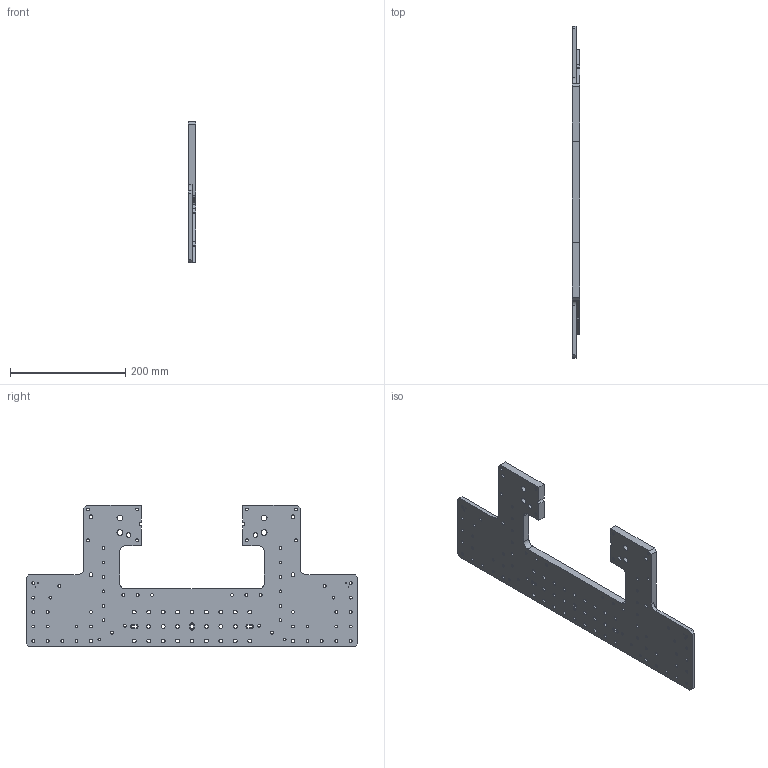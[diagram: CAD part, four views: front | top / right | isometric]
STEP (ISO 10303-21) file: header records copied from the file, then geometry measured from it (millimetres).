
FILE_DESCRIPTION(/* description */ (''),/* implementation_level */ '2;1');
FILE_NAME(/* name */ 'FAB-OX0011-Plate1.stp',/* time_stamp */ '2020-02-10T12:00:42+00:00',/* author */ ('whgu0532'),/* organization */ (''),/* preprocessor_version */ 'ST-DEVELOPER v18',/* originating_system */ 'Autodesk Inventor 2020',/* authorisation */ '');
FILE_SCHEMA (('AUTOMOTIVE_DESIGN { 1 0 10303 214 3 1 1 }'));
Length unit declared in the file: millimetre
Products named in the file (1): FAB-OX0011-Plate1
Bounding box: 12.7 x 575 x 245 mm (x, y, z)
Volume: 919738.2 mm3; surface area: 215650 mm2
Topology: 1 solids, 1 shells, 353 faces, 1150 edges, 814 vertices
Faces by surface type: cylinder 176, cone 106, plane 71
Full cylindrical faces by diameter (mm): 3 x16, 4 x16, 4.917 x62, 6.6 x30, 8 x2, 10 x4, 11 x12
Entity records: 13901 total; most frequent: DIRECTION 2508, CARTESIAN_POINT 2290, ORIENTED_EDGE 2244, EDGE_CURVE 1122, AXIS2_PLACEMENT_3D 1032, VERTEX_POINT 814, CIRCLE 678, EDGE_LOOP 606
